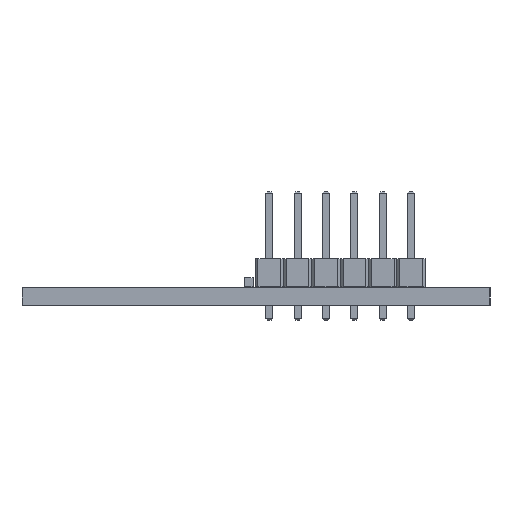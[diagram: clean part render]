
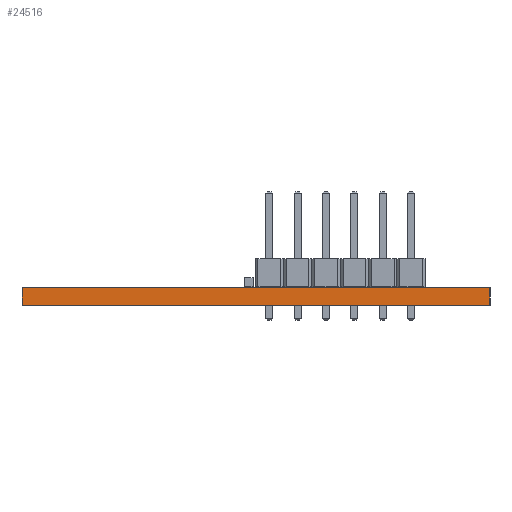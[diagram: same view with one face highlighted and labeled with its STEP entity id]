
A CAD part, left-side view. The second image highlights one B-rep face of the part: STEP entity #24516.
In plain terms, the highlighted planar face has unit normal (-1, 0, 0).
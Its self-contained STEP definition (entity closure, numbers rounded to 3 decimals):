
#24400 = EDGE_CURVE('',#24401,#24403,#24405,.T.);
#24401 = VERTEX_POINT('',#24402);
#24402 = CARTESIAN_POINT('',(139.7,-60.96,0.));
#24403 = VERTEX_POINT('',#24404);
#24404 = CARTESIAN_POINT('',(139.7,-60.96,1.6));
#24405 = SURFACE_CURVE('',#24406,(#24410,#24422),.PCURVE_S1.);
#24406 = LINE('',#24407,#24408);
#24407 = CARTESIAN_POINT('',(139.7,-60.96,0.));
#24408 = VECTOR('',#24409,1.);
#24409 = DIRECTION('',(0.,0.,1.));
#24410 = PCURVE('',#24411,#24416);
#24411 = PLANE('',#24412);
#24412 = AXIS2_PLACEMENT_3D('',#24413,#24414,#24415);
#24413 = CARTESIAN_POINT('',(139.7,-60.96,0.));
#24414 = DIRECTION('',(0.,1.,0.));
#24415 = DIRECTION('',(1.,0.,0.));
#24416 = DEFINITIONAL_REPRESENTATION('',(#24417),#24421);
#24417 = LINE('',#24418,#24419);
#24418 = CARTESIAN_POINT('',(0.,0.));
#24419 = VECTOR('',#24420,1.);
#24420 = DIRECTION('',(0.,-1.));
#24421 = ( GEOMETRIC_REPRESENTATION_CONTEXT(2) 
PARAMETRIC_REPRESENTATION_CONTEXT() REPRESENTATION_CONTEXT('2D SPACE',''
  ) );
#24422 = PCURVE('',#24423,#24428);
#24423 = PLANE('',#24424);
#24424 = AXIS2_PLACEMENT_3D('',#24425,#24426,#24427);
#24425 = CARTESIAN_POINT('',(139.7,-102.87,0.));
#24426 = DIRECTION('',(-1.,0.,0.));
#24427 = DIRECTION('',(0.,1.,0.));
#24428 = DEFINITIONAL_REPRESENTATION('',(#24429),#24433);
#24429 = LINE('',#24430,#24431);
#24430 = CARTESIAN_POINT('',(41.91,0.));
#24431 = VECTOR('',#24432,1.);
#24432 = DIRECTION('',(0.,-1.));
#24433 = ( GEOMETRIC_REPRESENTATION_CONTEXT(2) 
PARAMETRIC_REPRESENTATION_CONTEXT() REPRESENTATION_CONTEXT('2D SPACE',''
  ) );
#24451 = PLANE('',#24452);
#24452 = AXIS2_PLACEMENT_3D('',#24453,#24454,#24455);
#24453 = CARTESIAN_POINT('',(160.02,-81.915,1.6));
#24454 = DIRECTION('',(0.,0.,-1.));
#24455 = DIRECTION('',(-1.,0.,0.));
#24505 = PLANE('',#24506);
#24506 = AXIS2_PLACEMENT_3D('',#24507,#24508,#24509);
#24507 = CARTESIAN_POINT('',(160.02,-81.915,0.));
#24508 = DIRECTION('',(0.,0.,-1.));
#24509 = DIRECTION('',(-1.,0.,0.));
#24516 = ADVANCED_FACE('',(#24517),#24423,.T.);
#24517 = FACE_BOUND('',#24518,.T.);
#24518 = EDGE_LOOP('',(#24519,#24549,#24570,#24571));
#24519 = ORIENTED_EDGE('',*,*,#24520,.T.);
#24520 = EDGE_CURVE('',#24521,#24523,#24525,.T.);
#24521 = VERTEX_POINT('',#24522);
#24522 = CARTESIAN_POINT('',(139.7,-102.87,0.));
#24523 = VERTEX_POINT('',#24524);
#24524 = CARTESIAN_POINT('',(139.7,-102.87,1.6));
#24525 = SURFACE_CURVE('',#24526,(#24530,#24537),.PCURVE_S1.);
#24526 = LINE('',#24527,#24528);
#24527 = CARTESIAN_POINT('',(139.7,-102.87,0.));
#24528 = VECTOR('',#24529,1.);
#24529 = DIRECTION('',(0.,0.,1.));
#24530 = PCURVE('',#24423,#24531);
#24531 = DEFINITIONAL_REPRESENTATION('',(#24532),#24536);
#24532 = LINE('',#24533,#24534);
#24533 = CARTESIAN_POINT('',(0.,0.));
#24534 = VECTOR('',#24535,1.);
#24535 = DIRECTION('',(0.,-1.));
#24536 = ( GEOMETRIC_REPRESENTATION_CONTEXT(2) 
PARAMETRIC_REPRESENTATION_CONTEXT() REPRESENTATION_CONTEXT('2D SPACE',''
  ) );
#24537 = PCURVE('',#24538,#24543);
#24538 = PLANE('',#24539);
#24539 = AXIS2_PLACEMENT_3D('',#24540,#24541,#24542);
#24540 = CARTESIAN_POINT('',(180.34,-102.87,0.));
#24541 = DIRECTION('',(0.,-1.,0.));
#24542 = DIRECTION('',(-1.,0.,0.));
#24543 = DEFINITIONAL_REPRESENTATION('',(#24544),#24548);
#24544 = LINE('',#24545,#24546);
#24545 = CARTESIAN_POINT('',(40.64,0.));
#24546 = VECTOR('',#24547,1.);
#24547 = DIRECTION('',(0.,-1.));
#24548 = ( GEOMETRIC_REPRESENTATION_CONTEXT(2) 
PARAMETRIC_REPRESENTATION_CONTEXT() REPRESENTATION_CONTEXT('2D SPACE',''
  ) );
#24549 = ORIENTED_EDGE('',*,*,#24550,.T.);
#24550 = EDGE_CURVE('',#24523,#24403,#24551,.T.);
#24551 = SURFACE_CURVE('',#24552,(#24556,#24563),.PCURVE_S1.);
#24552 = LINE('',#24553,#24554);
#24553 = CARTESIAN_POINT('',(139.7,-102.87,1.6));
#24554 = VECTOR('',#24555,1.);
#24555 = DIRECTION('',(0.,1.,0.));
#24556 = PCURVE('',#24423,#24557);
#24557 = DEFINITIONAL_REPRESENTATION('',(#24558),#24562);
#24558 = LINE('',#24559,#24560);
#24559 = CARTESIAN_POINT('',(0.,-1.6));
#24560 = VECTOR('',#24561,1.);
#24561 = DIRECTION('',(1.,0.));
#24562 = ( GEOMETRIC_REPRESENTATION_CONTEXT(2) 
PARAMETRIC_REPRESENTATION_CONTEXT() REPRESENTATION_CONTEXT('2D SPACE',''
  ) );
#24563 = PCURVE('',#24451,#24564);
#24564 = DEFINITIONAL_REPRESENTATION('',(#24565),#24569);
#24565 = LINE('',#24566,#24567);
#24566 = CARTESIAN_POINT('',(20.32,-20.955));
#24567 = VECTOR('',#24568,1.);
#24568 = DIRECTION('',(0.,1.));
#24569 = ( GEOMETRIC_REPRESENTATION_CONTEXT(2) 
PARAMETRIC_REPRESENTATION_CONTEXT() REPRESENTATION_CONTEXT('2D SPACE',''
  ) );
#24570 = ORIENTED_EDGE('',*,*,#24400,.F.);
#24571 = ORIENTED_EDGE('',*,*,#24572,.F.);
#24572 = EDGE_CURVE('',#24521,#24401,#24573,.T.);
#24573 = SURFACE_CURVE('',#24574,(#24578,#24585),.PCURVE_S1.);
#24574 = LINE('',#24575,#24576);
#24575 = CARTESIAN_POINT('',(139.7,-102.87,0.));
#24576 = VECTOR('',#24577,1.);
#24577 = DIRECTION('',(0.,1.,0.));
#24578 = PCURVE('',#24423,#24579);
#24579 = DEFINITIONAL_REPRESENTATION('',(#24580),#24584);
#24580 = LINE('',#24581,#24582);
#24581 = CARTESIAN_POINT('',(0.,0.));
#24582 = VECTOR('',#24583,1.);
#24583 = DIRECTION('',(1.,0.));
#24584 = ( GEOMETRIC_REPRESENTATION_CONTEXT(2) 
PARAMETRIC_REPRESENTATION_CONTEXT() REPRESENTATION_CONTEXT('2D SPACE',''
  ) );
#24585 = PCURVE('',#24505,#24586);
#24586 = DEFINITIONAL_REPRESENTATION('',(#24587),#24591);
#24587 = LINE('',#24588,#24589);
#24588 = CARTESIAN_POINT('',(20.32,-20.955));
#24589 = VECTOR('',#24590,1.);
#24590 = DIRECTION('',(0.,1.));
#24591 = ( GEOMETRIC_REPRESENTATION_CONTEXT(2) 
PARAMETRIC_REPRESENTATION_CONTEXT() REPRESENTATION_CONTEXT('2D SPACE',''
  ) );
